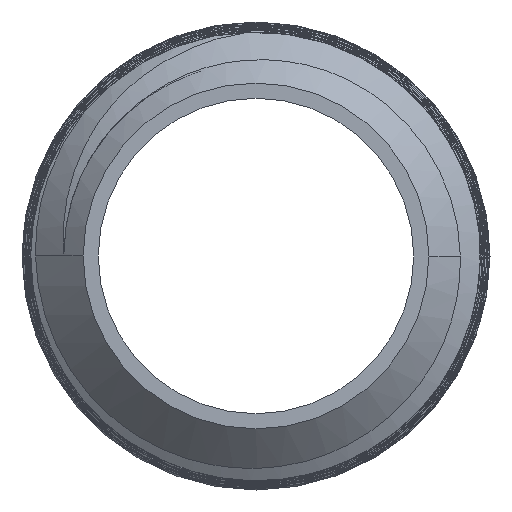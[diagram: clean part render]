
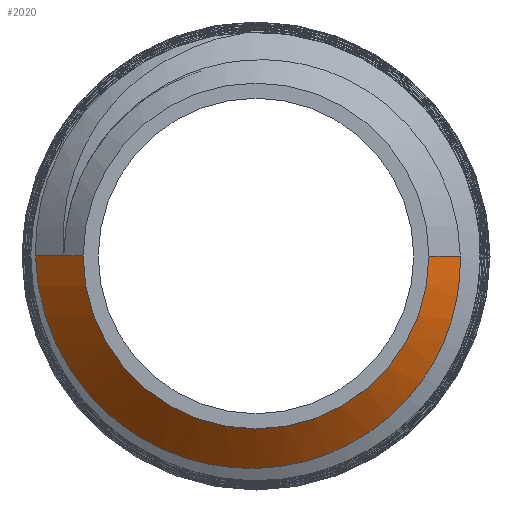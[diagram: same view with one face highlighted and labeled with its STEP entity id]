
A CAD part, left-side view. The second image highlights one B-rep face of the part: STEP entity #2020.
In plain terms, the highlighted conical face has half-angle 46.783 degrees and reference radius 5.066 mm.
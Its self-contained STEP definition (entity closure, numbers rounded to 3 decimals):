
#166=FACE_OUTER_BOUND('',#305,.T.);
#305=EDGE_LOOP('',(#1624,#1625,#1626,#1627));
#415=CIRCLE('',#2170,5.066);
#445=LINE('',#5877,#483);
#446=LINE('',#5932,#484);
#483=VECTOR('',#2279,1000.);
#484=VECTOR('',#2284,1000.);
#661=B_SPLINE_CURVE_WITH_KNOTS('',3,(#9534,#9535,#9536,#9537,#9538,#9539,
#9540,#9541,#9542,#9543,#9544,#9545,#9546,#9547,#9548,#9549,#9550,#9551,
#9552,#9553,#9554,#9555,#9556,#9557),.UNSPECIFIED.,.F.,.F.,(4,2,2,2,2,2,
2,2,2,2,2,4),(-1.842,-1.729,-1.619,-1.435,
-1.209,-1.093,-0.976,-0.866,
-0.621,-0.399,-0.189,0.),
 .UNSPECIFIED.);
#867=VERTEX_POINT('',#5873);
#868=VERTEX_POINT('',#5874);
#869=VERTEX_POINT('',#5876);
#875=VERTEX_POINT('',#5925);
#1076=EDGE_CURVE('',#867,#869,#445,.T.);
#1083=EDGE_CURVE('',#868,#875,#446,.T.);
#1169=EDGE_CURVE('',#868,#867,#415,.T.);
#1174=EDGE_CURVE('',#875,#869,#661,.T.);
#1624=ORIENTED_EDGE('',*,*,#1076,.F.);
#1625=ORIENTED_EDGE('',*,*,#1169,.F.);
#1626=ORIENTED_EDGE('',*,*,#1083,.T.);
#1627=ORIENTED_EDGE('',*,*,#1174,.T.);
#1974=CONICAL_SURFACE('',#2176,5.066,0.817);
#2020=ADVANCED_FACE('',(#166),#1974,.T.);
#2170=AXIS2_PLACEMENT_3D('',#9149,#2330,#2331);
#2176=AXIS2_PLACEMENT_3D('',#10673,#2342,#2343);
#2279=DIRECTION('',(0.685,0.,0.729));
#2284=DIRECTION('',(0.685,0.,-0.729));
#2330=DIRECTION('center_axis',(-1.,0.,0.));
#2331=DIRECTION('ref_axis',(0.,0.,1.));
#2342=DIRECTION('center_axis',(1.,0.,0.));
#2343=DIRECTION('ref_axis',(0.,0.,-1.));
#5873=CARTESIAN_POINT('',(-11.113,0.,5.066));
#5874=CARTESIAN_POINT('',(-11.113,0.,-5.066));
#5876=CARTESIAN_POINT('',(-10.246,0.,5.988));
#5877=CARTESIAN_POINT('',(-11.113,0.,5.066));
#5925=CARTESIAN_POINT('',(-9.799,0.,-6.464));
#5932=CARTESIAN_POINT('',(-11.113,0.,-5.066));
#9149=CARTESIAN_POINT('Origin',(-11.113,0.,0.));
#9534=CARTESIAN_POINT('Ctrl Pts',(-9.799,0.,
-6.464));
#9535=CARTESIAN_POINT('Ctrl Pts',(-9.809,-0.461,-6.453));
#9536=CARTESIAN_POINT('Ctrl Pts',(-9.82,-0.919,
-6.392));
#9537=CARTESIAN_POINT('Ctrl Pts',(-9.842,-1.797,-6.177));
#9538=CARTESIAN_POINT('Ctrl Pts',(-9.852,-2.215,-6.028));
#9539=CARTESIAN_POINT('Ctrl Pts',(-9.878,-3.29,-5.517));
#9540=CARTESIAN_POINT('Ctrl Pts',(-9.893,-3.907,-5.079));
#9541=CARTESIAN_POINT('Ctrl Pts',(-9.928,-5.07,-3.892));
#9542=CARTESIAN_POINT('Ctrl Pts',(-9.95,-5.503,-3.166));
#9543=CARTESIAN_POINT('Ctrl Pts',(-9.976,-5.925,-2.104));
#9544=CARTESIAN_POINT('Ctrl Pts',(-9.985,-6.035,-1.73));
#9545=CARTESIAN_POINT('Ctrl Pts',(-10.002,-6.185,-0.966));
#9546=CARTESIAN_POINT('Ctrl Pts',(-10.01,-6.225,-0.578));
#9547=CARTESIAN_POINT('Ctrl Pts',(-10.026,-6.231,0.181));
#9548=CARTESIAN_POINT('Ctrl Pts',(-10.034,-6.2,0.551));
#9549=CARTESIAN_POINT('Ctrl Pts',(-10.062,-5.995,1.725));
#9550=CARTESIAN_POINT('Ctrl Pts',(-10.083,-5.692,2.499));
#9551=CARTESIAN_POINT('Ctrl Pts',(-10.119,-4.847,3.816));
#9552=CARTESIAN_POINT('Ctrl Pts',(-10.134,-4.334,4.367));
#9553=CARTESIAN_POINT('Ctrl Pts',(-10.166,-3.169,5.228));
#9554=CARTESIAN_POINT('Ctrl Pts',(-10.185,-2.533,5.542));
#9555=CARTESIAN_POINT('Ctrl Pts',(-10.218,-1.258,5.919));
#9556=CARTESIAN_POINT('Ctrl Pts',(-10.232,-0.629,
6.003));
#9557=CARTESIAN_POINT('Ctrl Pts',(-10.246,0.,
5.988));
#10673=CARTESIAN_POINT('Origin',(-11.113,0.,0.));
